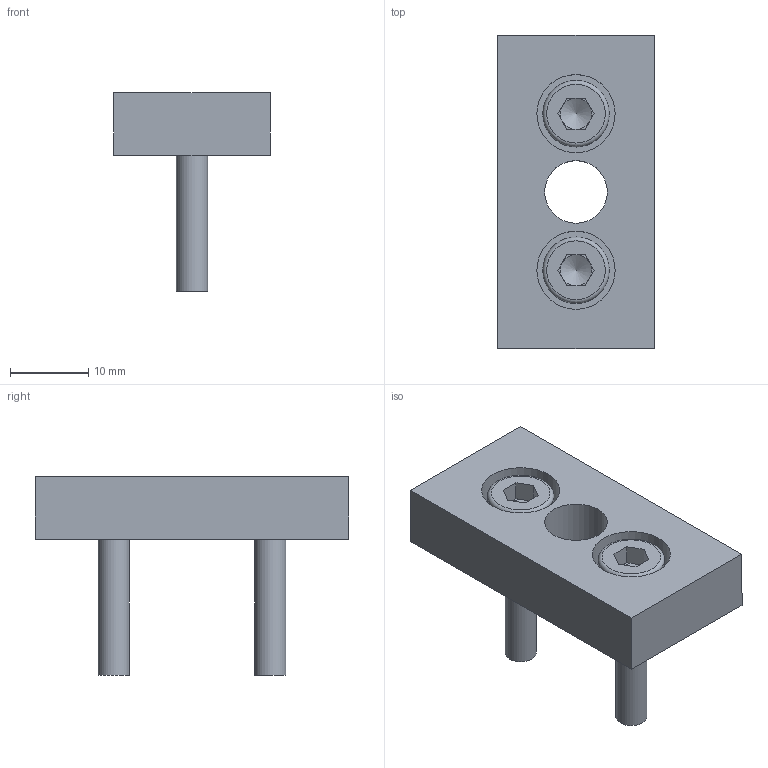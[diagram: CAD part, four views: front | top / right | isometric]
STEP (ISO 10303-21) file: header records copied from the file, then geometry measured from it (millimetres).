
FILE_DESCRIPTION(/* description */ (''),/* implementation_level */ '2;1');
FILE_NAME(/* name */ '146000',/* time_stamp */ '2014-10-06T09:46:27+02:00',/* author */ (''),/* organization */ (''),/* preprocessor_version */ 'ST-DEVELOPER v14',/* originating_system */ 'HiCAD 2013 1802.4 Build 509',/* authorisation */ '');
FILE_SCHEMA (('AUTOMOTIVE_DESIGN { 1 0 10303 214 1 1 1 1 }'));
Length unit declared in the file: millimetre
Products named in the file (4): Root; 146000 - Voetplaat 20 x 40 M8 BOIKON; 900058Cil. inbusbout DIN 912 EV M5 x 20BOIKON0
Assembly tree (3 placements, depth 3):
  Root
    146000 - Voetplaat 20 x 40 M8 BOIKON
      900058Cil. inbusbout DIN 912 EV M5 x 20BOIKON0
      900058Cil. inbusbout DIN 912 EV M5 x 20BOIKON0
Bounding box: 20 x 40 x 25.4 mm (x, y, z)
Volume: 6046.1 mm3; surface area: 4056.8 mm2
Topology: 3 solids, 3 shells, 55 faces, 124 edges, 80 vertices
Faces by surface type: plane 38, cylinder 11, cone 4, torus 2
Full cylindrical faces by diameter (mm): 4.019 x2, 5 x2, 5.5 x2, 8 x1, 8.5 x2, 10 x2
Entity records: 2216 total; most frequent: DIRECTION 254, CARTESIAN_POINT 228, PRESENTATION_STYLE_ASSIGNMENT 195, DRAUGHTING_PRE_DEFINED_CURVE_FONT 192, CURVE_STYLE 192, OVER_RIDING_STYLED_ITEM 192, ORIENTED_EDGE 192, AXIS2_PLACEMENT_3D 97
